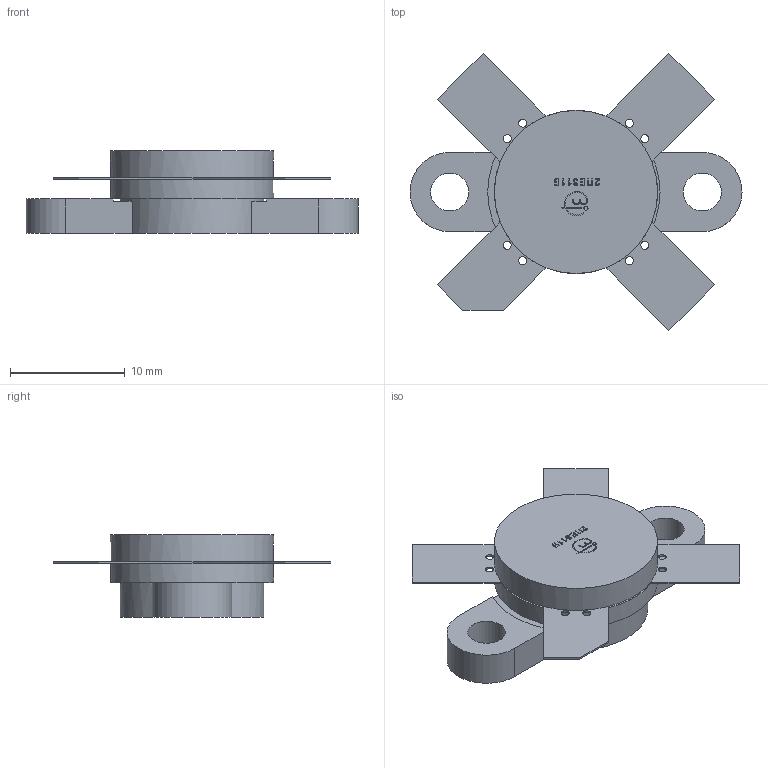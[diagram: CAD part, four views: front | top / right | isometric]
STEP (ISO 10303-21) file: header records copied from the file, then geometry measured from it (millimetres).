
FILE_DESCRIPTION(('STEP AP242'), '1');
FILE_NAME('2ﾏﾅ311ﾀ', '', ('UNSPECIFIED'), ('UNSPECIFIED'), 'C3D Converter', 'C3D Toolkit', '');
FILE_SCHEMA(('AP242_MANAGED_MODEL_BASED_3D_ENGINEERING_MIM_LF { 1 0 10303 442 1 1 4 }'));
Length unit declared in the file: millimetre
Bounding box: 28.9 x 24.15 x 7.2 mm (x, y, z)
Volume: 1319.8 mm3; surface area: 1361.3 mm2
Topology: 1 solids, 1 shells, 204 faces, 556 edges, 365 vertices
Faces by surface type: plane 108, extrusion 64, cylinder 32
Full cylindrical faces by diameter (mm): 0.354 x1, 0.7 x8, 3.3 x2, 12.5 x1, 14.2 x2
Entity records: 8132 total; most frequent: CARTESIAN_POINT 1496, ORIENTED_EDGE 1084, DIRECTION 843, EDGE_CURVE 542, VECTOR 395, VERTEX_POINT 365, LINE 331, EDGE_LOOP 249
